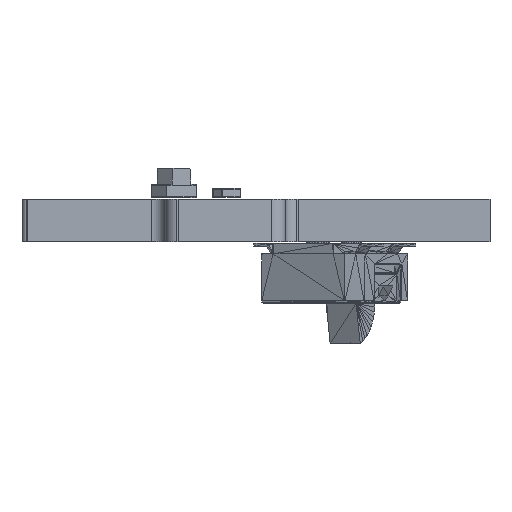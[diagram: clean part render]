
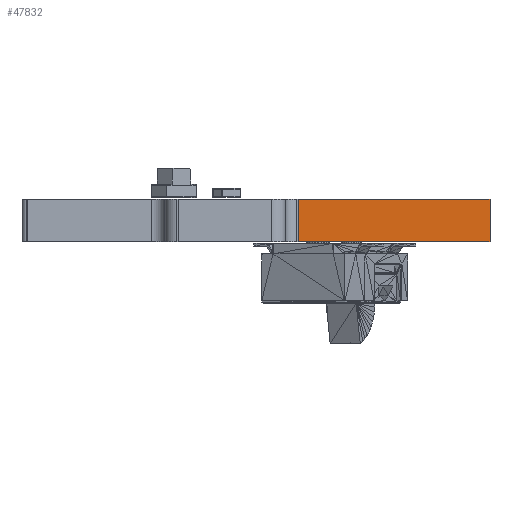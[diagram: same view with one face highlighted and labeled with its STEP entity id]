
A CAD part, front view. The second image highlights one B-rep face of the part: STEP entity #47832.
In plain terms, the highlighted planar face has unit normal (0, -1, 0).
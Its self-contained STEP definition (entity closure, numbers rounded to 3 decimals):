
#47301 = VERTEX_POINT('',#47302);
#47302 = CARTESIAN_POINT('',(110.458,-117.5,0.));
#47308 = EDGE_CURVE('',#47309,#47301,#47311,.T.);
#47309 = VERTEX_POINT('',#47310);
#47310 = CARTESIAN_POINT('',(117.625,-117.5,0.));
#47311 = LINE('',#47312,#47313);
#47312 = CARTESIAN_POINT('',(117.625,-117.5,0.));
#47313 = VECTOR('',#47314,1.);
#47314 = DIRECTION('',(-1.,0.,0.));
#47606 = VERTEX_POINT('',#47607);
#47607 = CARTESIAN_POINT('',(110.458,-117.5,1.6));
#47613 = EDGE_CURVE('',#47614,#47606,#47616,.T.);
#47614 = VERTEX_POINT('',#47615);
#47615 = CARTESIAN_POINT('',(117.625,-117.5,1.6));
#47616 = LINE('',#47617,#47618);
#47617 = CARTESIAN_POINT('',(117.625,-117.5,1.6));
#47618 = VECTOR('',#47619,1.);
#47619 = DIRECTION('',(-1.,0.,0.));
#47804 = EDGE_CURVE('',#47309,#47614,#47805,.T.);
#47805 = LINE('',#47806,#47807);
#47806 = CARTESIAN_POINT('',(117.625,-117.5,0.));
#47807 = VECTOR('',#47808,1.);
#47808 = DIRECTION('',(0.,0.,1.));
#47832 = ADVANCED_FACE('',(#47833),#47844,.T.);
#47833 = FACE_BOUND('',#47834,.T.);
#47834 = EDGE_LOOP('',(#47835,#47836,#47837,#47843));
#47835 = ORIENTED_EDGE('',*,*,#47804,.T.);
#47836 = ORIENTED_EDGE('',*,*,#47613,.T.);
#47837 = ORIENTED_EDGE('',*,*,#47838,.F.);
#47838 = EDGE_CURVE('',#47301,#47606,#47839,.T.);
#47839 = LINE('',#47840,#47841);
#47840 = CARTESIAN_POINT('',(110.458,-117.5,0.));
#47841 = VECTOR('',#47842,1.);
#47842 = DIRECTION('',(0.,0.,1.));
#47843 = ORIENTED_EDGE('',*,*,#47308,.F.);
#47844 = PLANE('',#47845);
#47845 = AXIS2_PLACEMENT_3D('',#47846,#47847,#47848);
#47846 = CARTESIAN_POINT('',(117.625,-117.5,0.));
#47847 = DIRECTION('',(0.,-1.,0.));
#47848 = DIRECTION('',(-1.,0.,0.));
